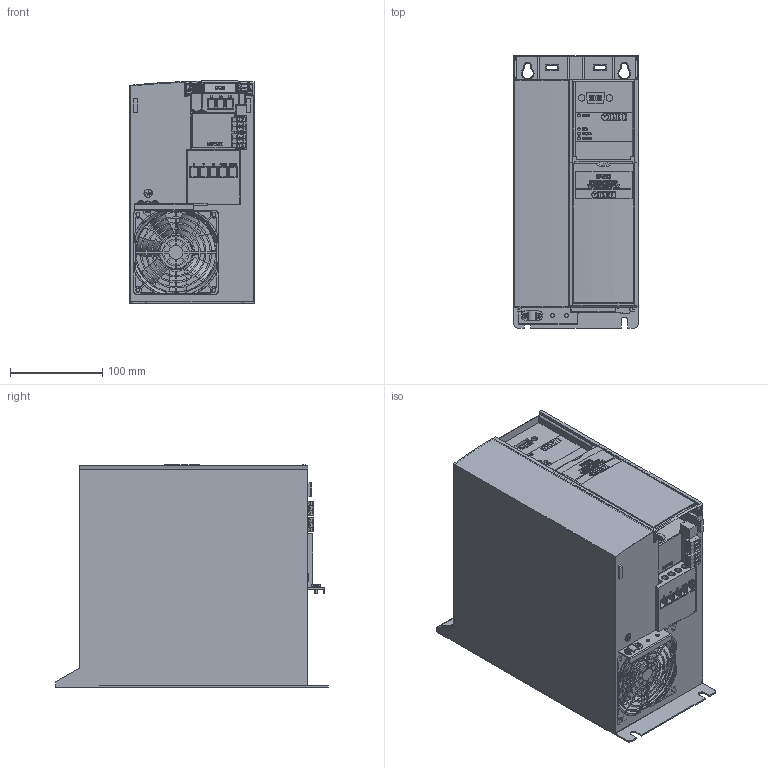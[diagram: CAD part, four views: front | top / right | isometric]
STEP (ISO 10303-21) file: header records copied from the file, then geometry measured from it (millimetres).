
FILE_DESCRIPTION (( 'STEP AP214' ), '1' );
FILE_NAME ('3D ������ ���3-15�-�.STEP', '2021-01-16T08:48:00', ( '' ), ( '' ), 'SwSTEP 2.0', 'SolidWorks 2015', '' );
FILE_SCHEMA (( 'AUTOMOTIVE_DESIGN' ));
Length unit declared in the file: millimetre
Products named in the file (17): 悹шガ 2EDGR-5.08-3p_grey; DIP-¯¥à¥ª«îç â¥«ì 2¯®§; ���誠 ���3_5; ‚¨­â Œ3å6 DIN 7985_; 3D ������ ���3-15�-�; ¯àã¦¨­  ª«¥¬¬ë_00; Š«¥¬¬ _10å13å5¬¬ ç¥à­; 氆扃犫獱 酄; 偉ǐ镡 92x92x25_00; ｪｮ牘聶 ｪ罩･燿; ‚¨­â Œ3å8 DIN 7985_; 姭ガ瑺 SMKDS 1-9-5_min; 姭ガ瑺 SMKDS 1-3-5_min; ��㫪� ��� ���; ‡ ¦¨¬ 1; ���3_5; 姭ガ瑺 2edgk-5,08-1p_grey
Assembly tree (28 placements, depth 3):
  3D ������ ���3-15�-�
    ���3_5
    ��㫪� ��� ���
    DIP-¯¥à¥ª«îç â¥«ì 2¯®§
    姭ガ瑺 SMKDS 1-3-5_min
    姭ガ瑺 SMKDS 1-9-5_min
    悹шガ 2EDGR-5.08-3p_grey  x2
    姭ガ瑺 2edgk-5,08-1p_grey  x6
    Š«¥¬¬ _10å13å5¬¬ ç¥à­  x3
    ���誠 ���3_5
    偉ǐ镡 92x92x25_00
      ｪｮ牘聶 ｪ罩･燿
      氆扃犫獱 酄
    ‡ ¦¨¬ 1  x2
    ‚¨­â Œ3å8 DIN 7985_  x2
    ‚¨­â Œ3å6 DIN 7985_  x2
    ¯àã¦¨­  ª«¥¬¬ë_00  x2
Bounding box: 135 x 296 x 242.06 mm (x, y, z)
Volume: 400449.2 mm3; surface area: 682072.4 mm2
Topology: 49 solids, 53 shells, 5080 faces, 13188 edges, 8485 vertices
Faces by surface type: plane 2961, bspline 1017, cylinder 990, cone 79, torus 25, sphere 8
Entity records: 225203 total; most frequent: CARTESIAN_POINT 91095, ORIENTED_EDGE 23246, DIRECTION 18726, EDGE_CURVE 11623, VERTEX_POINT 7550, LINE 7070, VECTOR 7070, AXIS2_PLACEMENT_3D 5828
